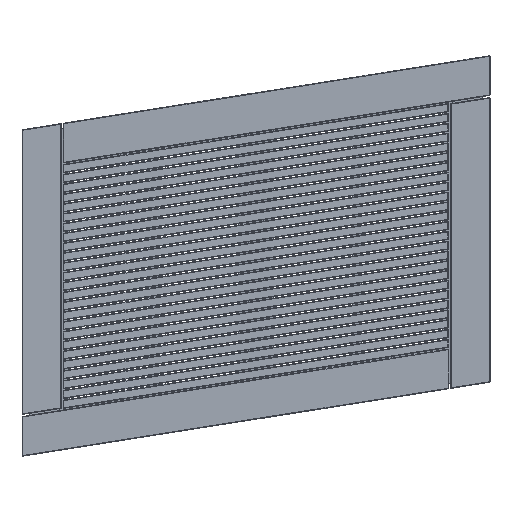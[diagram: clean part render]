
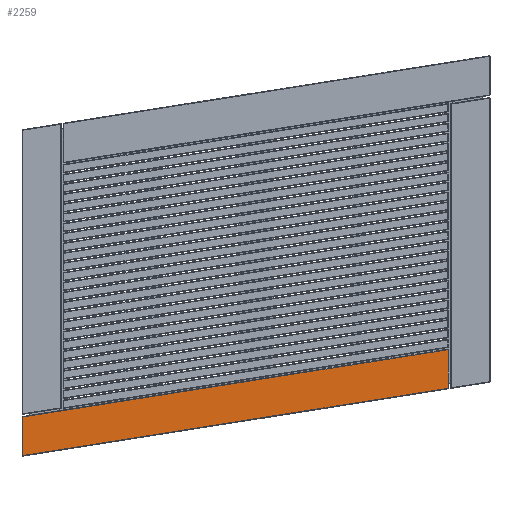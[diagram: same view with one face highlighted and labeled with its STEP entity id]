
A CAD part, top view. The second image highlights one B-rep face of the part: STEP entity #2259.
In plain terms, the highlighted planar face has unit normal (0, 0, 1).
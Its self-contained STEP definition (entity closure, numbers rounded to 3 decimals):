
#2259=ADVANCED_FACE('',(#3852),#24782,.T.);
#3852=FACE_OUTER_BOUND('',#5529,.T.);
#5529=EDGE_LOOP('',(#10390,#10391,#10392,#10393));
#10390=ORIENTED_EDGE('',*,*,#15779,.F.);
#10391=ORIENTED_EDGE('',*,*,#15793,.F.);
#10392=ORIENTED_EDGE('',*,*,#15780,.F.);
#10393=ORIENTED_EDGE('',*,*,#15797,.F.);
#15779=EDGE_CURVE('',#22223,#22222,#20748,.T.);
#15780=EDGE_CURVE('',#22225,#22224,#20749,.T.);
#15793=EDGE_CURVE('',#22224,#22223,#18549,.T.);
#15797=EDGE_CURVE('',#22222,#22225,#18553,.T.);
#18549=(
BOUNDED_CURVE()
B_SPLINE_CURVE(1,(#38617,#38618),.UNSPECIFIED.,.F.,.F.)
B_SPLINE_CURVE_WITH_KNOTS((2,2),(-21.09,44.383),
 .UNSPECIFIED.)
CURVE()
GEOMETRIC_REPRESENTATION_ITEM()
RATIONAL_B_SPLINE_CURVE((1.,1.))
REPRESENTATION_ITEM('')
);
#18553=(
BOUNDED_CURVE()
B_SPLINE_CURVE(1,(#38628,#38629),.UNSPECIFIED.,.F.,.F.)
B_SPLINE_CURVE_WITH_KNOTS((2,2),(-21.09,44.383),
 .UNSPECIFIED.)
CURVE()
GEOMETRIC_REPRESENTATION_ITEM()
RATIONAL_B_SPLINE_CURVE((1.,1.))
REPRESENTATION_ITEM('')
);
#20748=B_SPLINE_CURVE_WITH_KNOTS('',1,(#38586,#38587),.UNSPECIFIED.,.F.,
 .F.,(2,2),(-53.952,165.441),.UNSPECIFIED.);
#20749=B_SPLINE_CURVE_WITH_KNOTS('',1,(#38588,#38589),.UNSPECIFIED.,.F.,
 .F.,(2,2),(-53.952,165.441),.UNSPECIFIED.);
#22222=VERTEX_POINT('',#38554);
#22223=VERTEX_POINT('',#38555);
#22224=VERTEX_POINT('',#38556);
#22225=VERTEX_POINT('',#38557);
#24782=PLANE('',#25299);
#25299=AXIS2_PLACEMENT_3D('',#38363,#25799,$);
#25799=DIRECTION('',(0.,0.,1.));
#38363=CARTESIAN_POINT('',(-27.36,194.62,397.626));
#38554=CARTESIAN_POINT('',(3.,3.,397.626));
#38555=CARTESIAN_POINT('',(2169.914,346.206,397.626));
#38556=CARTESIAN_POINT('',(2169.914,542.624,397.626));
#38557=CARTESIAN_POINT('',(3.,199.418,397.626));
#38586=CARTESIAN_POINT('',(2169.914,346.206,397.626));
#38587=CARTESIAN_POINT('',(3.,3.,397.626));
#38588=CARTESIAN_POINT('',(3.,199.418,397.626));
#38589=CARTESIAN_POINT('',(2169.914,542.624,397.626));
#38617=CARTESIAN_POINT('',(2169.914,542.624,397.626));
#38618=CARTESIAN_POINT('',(2169.914,346.206,397.626));
#38628=CARTESIAN_POINT('',(3.,3.,397.626));
#38629=CARTESIAN_POINT('',(3.,199.418,397.626));
